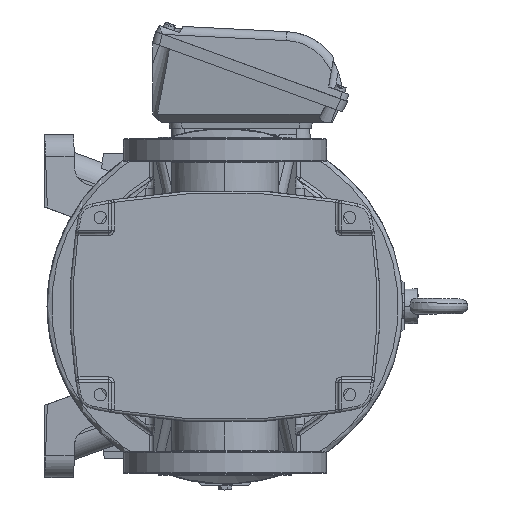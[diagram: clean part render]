
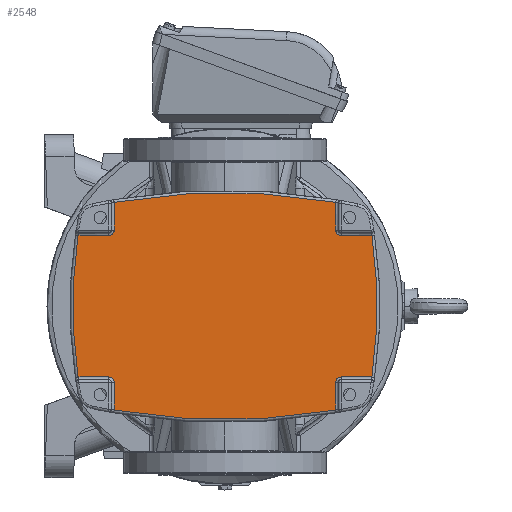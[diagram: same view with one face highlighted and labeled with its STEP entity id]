
A CAD part, front view. The second image highlights one B-rep face of the part: STEP entity #2548.
In plain terms, the highlighted planar face has unit normal (0, -1, 0).
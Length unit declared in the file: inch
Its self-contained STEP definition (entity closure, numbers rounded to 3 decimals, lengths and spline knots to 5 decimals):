
#651 = ORIENTED_EDGE ( 'NONE', *, *, #123972, .T. ) ;
#2548 = ADVANCED_FACE ( 'NONE', ( #13526 ), #15087, .F. ) ;
#3202 = DIRECTION ( 'NONE',  ( 1., 0., 0. ) ) ;
#4319 = CARTESIAN_POINT ( 'NONE',  ( 5.1378, 0.84646, -3.36614 ) ) ;
#4812 = CIRCLE ( 'NONE', #153425, 28.83858 ) ;
#4902 = ORIENTED_EDGE ( 'NONE', *, *, #52268, .F. ) ;
#5364 = LINE ( 'NONE', #134308, #56009 ) ;
#6079 = CARTESIAN_POINT ( 'NONE',  ( 0., 0.84646, 23.8189 ) ) ;
#6261 = ORIENTED_EDGE ( 'NONE', *, *, #63037, .T. ) ;
#6649 = ORIENTED_EDGE ( 'NONE', *, *, #127868, .F. ) ;
#7167 = DIRECTION ( 'NONE',  ( -0.989, 0., -0.145 ) ) ;
#10068 = CARTESIAN_POINT ( 'NONE',  ( -5.1378, 0.84646, 3.12992 ) ) ;
#13319 = CIRCLE ( 'NONE', #109228, 0.23622 ) ;
#13526 = FACE_OUTER_BOUND ( 'NONE', #61272, .T. ) ;
#15087 = PLANE ( 'NONE',  #138872 ) ;
#15499 = EDGE_CURVE ( 'NONE', #135420, #31941, #132215, .T. ) ;
#16068 = DIRECTION ( 'NONE',  ( -0.17, 0., 0.985 ) ) ;
#17887 = DIRECTION ( 'NONE',  ( 0., 0., 1. ) ) ;
#19280 = CIRCLE ( 'NONE', #57183, 21.53543 ) ;
#19632 = LINE ( 'NONE', #40976, #120684 ) ;
#20296 = CARTESIAN_POINT ( 'NONE',  ( 4.90157, 0.84646, 3.36614 ) ) ;
#20775 = DIRECTION ( 'NONE',  ( 0., 0., -1. ) ) ;
#24265 = DIRECTION ( 'NONE',  ( 0.989, 0., 0.145 ) ) ;
#25386 = VERTEX_POINT ( 'NONE', #41097 ) ;
#26009 = CARTESIAN_POINT ( 'NONE',  ( 4.90157, 0.84646, -3.36614 ) ) ;
#27372 = ORIENTED_EDGE ( 'NONE', *, *, #150640, .T. ) ;
#28365 = CARTESIAN_POINT ( 'NONE',  ( -6.50362, 0.84646, 3.12992 ) ) ;
#30268 = CARTESIAN_POINT ( 'NONE',  ( 0., 0.84646, -23.8189 ) ) ;
#30700 = LINE ( 'NONE', #103385, #75775 ) ;
#30935 = EDGE_CURVE ( 'NONE', #99350, #137495, #154178, .T. ) ;
#31941 = VERTEX_POINT ( 'NONE', #40532 ) ;
#33345 = CARTESIAN_POINT ( 'NONE',  ( -4.90157, 0.84646, -3.36614 ) ) ;
#34159 = VECTOR ( 'NONE', #97454, 39.37008 ) ;
#34221 = VERTEX_POINT ( 'NONE', #10068 ) ;
#36085 = CARTESIAN_POINT ( 'NONE',  ( -14.80315, 0.84646, 0. ) ) ;
#37988 = ORIENTED_EDGE ( 'NONE', *, *, #148937, .F. ) ;
#39370 = DIRECTION ( 'NONE',  ( 0., -1., 0. ) ) ;
#39750 = CARTESIAN_POINT ( 'NONE',  ( -5.1378, 0.84646, -3.12992 ) ) ;
#40532 = CARTESIAN_POINT ( 'NONE',  ( 5.1378, 0.84646, 3.12992 ) ) ;
#40976 = CARTESIAN_POINT ( 'NONE',  ( -4.90158, 0.84646, 4.60009 ) ) ;
#41021 = ORIENTED_EDGE ( 'NONE', *, *, #138112, .F. ) ;
#41097 = CARTESIAN_POINT ( 'NONE',  ( 6.50362, 0.84646, -3.12992 ) ) ;
#42924 = CARTESIAN_POINT ( 'NONE',  ( -5.1378, 0.84646, 3.36614 ) ) ;
#43429 = AXIS2_PLACEMENT_3D ( 'NONE', #148467, #39370, #49711 ) ;
#43657 = LINE ( 'NONE', #33345, #139347 ) ;
#44381 = VERTEX_POINT ( 'NONE', #20296 ) ;
#47401 = CARTESIAN_POINT ( 'NONE',  ( -4.90157, 0.84646, 4.60008 ) ) ;
#48082 = EDGE_CURVE ( 'NONE', #67577, #55698, #4812, .T. ) ;
#48624 = VERTEX_POINT ( 'NONE', #69719 ) ;
#49711 = DIRECTION ( 'NONE',  ( -1., 0., 0. ) ) ;
#50088 = DIRECTION ( 'NONE',  ( 1., 0., 0. ) ) ;
#52268 = EDGE_CURVE ( 'NONE', #110437, #94154, #19280, .T. ) ;
#52407 = VECTOR ( 'NONE', #142815, 39.37008 ) ;
#52591 = VECTOR ( 'NONE', #144074, 39.37008 ) ;
#54877 = DIRECTION ( 'NONE',  ( 0., 0., 1. ) ) ;
#55698 = VERTEX_POINT ( 'NONE', #153316 ) ;
#56009 = VECTOR ( 'NONE', #148503, 39.37008 ) ;
#57183 = AXIS2_PLACEMENT_3D ( 'NONE', #128104, #151843, #7167 ) ;
#58359 = CARTESIAN_POINT ( 'NONE',  ( 4.90157, 0.84646, 4.60008 ) ) ;
#61171 = CIRCLE ( 'NONE', #43429, 0.23622 ) ;
#61272 = EDGE_LOOP ( 'NONE', ( #651, #37988, #138455, #91197, #75972, #146729, #79198, #6649, #150759, #117876, #6261, #131270, #27372, #41021, #112772, #4902 ) ) ;
#63037 = EDGE_CURVE ( 'NONE', #44381, #137294, #149892, .T. ) ;
#67577 = VERTEX_POINT ( 'NONE', #139227 ) ;
#69719 = CARTESIAN_POINT ( 'NONE',  ( -4.90157, 0.84646, 3.36614 ) ) ;
#71335 = AXIS2_PLACEMENT_3D ( 'NONE', #36085, #132531, #24265 ) ;
#72545 = AXIS2_PLACEMENT_3D ( 'NONE', #153875, #105636, #50088 ) ;
#72952 = CARTESIAN_POINT ( 'NONE',  ( 6.50366, 0.84646, 3.12992 ) ) ;
#74741 = VECTOR ( 'NONE', #17887, 39.37008 ) ;
#75775 = VECTOR ( 'NONE', #151639, 39.37008 ) ;
#75972 = ORIENTED_EDGE ( 'NONE', *, *, #153751, .T. ) ;
#77397 = CARTESIAN_POINT ( 'NONE',  ( -4.90157, 0.84646, -3.36614 ) ) ;
#78468 = DIRECTION ( 'NONE',  ( 0., 1., 0. ) ) ;
#79198 = ORIENTED_EDGE ( 'NONE', *, *, #145219, .T. ) ;
#79239 = CIRCLE ( 'NONE', #84214, 28.83858 ) ;
#80763 = EDGE_CURVE ( 'NONE', #93220, #137294, #79239, .T. ) ;
#84214 = AXIS2_PLACEMENT_3D ( 'NONE', #30268, #78468, #16068 ) ;
#86023 = AXIS2_PLACEMENT_3D ( 'NONE', #4319, #115734, #54877 ) ;
#88408 = DIRECTION ( 'NONE',  ( 0., 0., -1. ) ) ;
#88538 = CARTESIAN_POINT ( 'NONE',  ( 0., 0.84646, 0. ) ) ;
#91197 = ORIENTED_EDGE ( 'NONE', *, *, #48082, .F. ) ;
#93220 = VERTEX_POINT ( 'NONE', #47401 ) ;
#94154 = VERTEX_POINT ( 'NONE', #28365 ) ;
#96789 = CARTESIAN_POINT ( 'NONE',  ( 6.50366, 0.84646, 3.12992 ) ) ;
#97454 = DIRECTION ( 'NONE',  ( 1., 0., 0. ) ) ;
#99350 = VERTEX_POINT ( 'NONE', #118745 ) ;
#103385 = CARTESIAN_POINT ( 'NONE',  ( -6.50366, 0.84646, -3.12992 ) ) ;
#104737 = CARTESIAN_POINT ( 'NONE',  ( 4.90157, 0.84646, 3.36614 ) ) ;
#105636 = DIRECTION ( 'NONE',  ( 0., -1., 0. ) ) ;
#107823 = CIRCLE ( 'NONE', #72545, 0.23622 ) ;
#108794 = CARTESIAN_POINT ( 'NONE',  ( -5.1378, 0.84646, 3.12992 ) ) ;
#109228 = AXIS2_PLACEMENT_3D ( 'NONE', #42924, #138594, #20775 ) ;
#109331 = CARTESIAN_POINT ( 'NONE',  ( 5.1378, 0.84646, -3.12992 ) ) ;
#110437 = VERTEX_POINT ( 'NONE', #140630 ) ;
#111493 = DIRECTION ( 'NONE',  ( 0., 1., 0. ) ) ;
#112772 = ORIENTED_EDGE ( 'NONE', *, *, #120594, .T. ) ;
#115734 = DIRECTION ( 'NONE',  ( 0., -1., 0. ) ) ;
#117876 = ORIENTED_EDGE ( 'NONE', *, *, #127092, .F. ) ;
#118745 = CARTESIAN_POINT ( 'NONE',  ( 5.1378, 0.84646, -3.12992 ) ) ;
#119095 = LINE ( 'NONE', #108794, #52407 ) ;
#119258 = CIRCLE ( 'NONE', #71335, 21.53543 ) ;
#120594 = EDGE_CURVE ( 'NONE', #34221, #94154, #119095, .T. ) ;
#120684 = VECTOR ( 'NONE', #88408, 39.37008 ) ;
#123972 = EDGE_CURVE ( 'NONE', #110437, #133314, #30700, .T. ) ;
#127092 = EDGE_CURVE ( 'NONE', #44381, #31941, #61171, .T. ) ;
#127415 = EDGE_CURVE ( 'NONE', #143175, #55698, #43657, .T. ) ;
#127868 = EDGE_CURVE ( 'NONE', #135420, #25386, #119258, .T. ) ;
#128104 = CARTESIAN_POINT ( 'NONE',  ( 14.80315, 0.84646, 0. ) ) ;
#130737 = LINE ( 'NONE', #109331, #34159 ) ;
#131270 = ORIENTED_EDGE ( 'NONE', *, *, #80763, .F. ) ;
#132215 = LINE ( 'NONE', #72952, #52591 ) ;
#132531 = DIRECTION ( 'NONE',  ( 0., 1., 0. ) ) ;
#133314 = VERTEX_POINT ( 'NONE', #39750 ) ;
#134308 = CARTESIAN_POINT ( 'NONE',  ( 4.90158, 0.84646, -4.60009 ) ) ;
#135420 = VERTEX_POINT ( 'NONE', #96789 ) ;
#137294 = VERTEX_POINT ( 'NONE', #58359 ) ;
#137495 = VERTEX_POINT ( 'NONE', #26009 ) ;
#138112 = EDGE_CURVE ( 'NONE', #34221, #48624, #13319, .T. ) ;
#138455 = ORIENTED_EDGE ( 'NONE', *, *, #127415, .T. ) ;
#138594 = DIRECTION ( 'NONE',  ( 0., -1., 0. ) ) ;
#138872 = AXIS2_PLACEMENT_3D ( 'NONE', #88538, #111493, #3202 ) ;
#139227 = CARTESIAN_POINT ( 'NONE',  ( 4.90158, 0.84646, -4.60009 ) ) ;
#139347 = VECTOR ( 'NONE', #151963, 39.37008 ) ;
#140630 = CARTESIAN_POINT ( 'NONE',  ( -6.50362, 0.84646, -3.12992 ) ) ;
#142815 = DIRECTION ( 'NONE',  ( -1., 0., 0. ) ) ;
#143175 = VERTEX_POINT ( 'NONE', #77397 ) ;
#144074 = DIRECTION ( 'NONE',  ( -1., 0., 0. ) ) ;
#145219 = EDGE_CURVE ( 'NONE', #99350, #25386, #130737, .T. ) ;
#146729 = ORIENTED_EDGE ( 'NONE', *, *, #30935, .F. ) ;
#147638 = DIRECTION ( 'NONE',  ( 0.17, 0., -0.985 ) ) ;
#148423 = DIRECTION ( 'NONE',  ( 0., 1., 0. ) ) ;
#148467 = CARTESIAN_POINT ( 'NONE',  ( 5.1378, 0.84646, 3.36614 ) ) ;
#148503 = DIRECTION ( 'NONE',  ( 0., 0., 1. ) ) ;
#148937 = EDGE_CURVE ( 'NONE', #143175, #133314, #107823, .T. ) ;
#149892 = LINE ( 'NONE', #104737, #74741 ) ;
#150640 = EDGE_CURVE ( 'NONE', #93220, #48624, #19632, .T. ) ;
#150759 = ORIENTED_EDGE ( 'NONE', *, *, #15499, .T. ) ;
#151639 = DIRECTION ( 'NONE',  ( 1., 0., 0. ) ) ;
#151843 = DIRECTION ( 'NONE',  ( 0., 1., 0. ) ) ;
#151963 = DIRECTION ( 'NONE',  ( 0., 0., -1. ) ) ;
#153316 = CARTESIAN_POINT ( 'NONE',  ( -4.90157, 0.84646, -4.60008 ) ) ;
#153425 = AXIS2_PLACEMENT_3D ( 'NONE', #6079, #148423, #147638 ) ;
#153751 = EDGE_CURVE ( 'NONE', #67577, #137495, #5364, .T. ) ;
#153875 = CARTESIAN_POINT ( 'NONE',  ( -5.1378, 0.84646, -3.36614 ) ) ;
#154178 = CIRCLE ( 'NONE', #86023, 0.23622 ) ;
